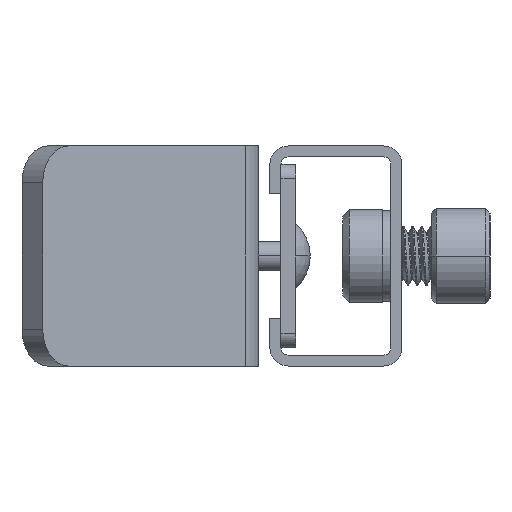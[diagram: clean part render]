
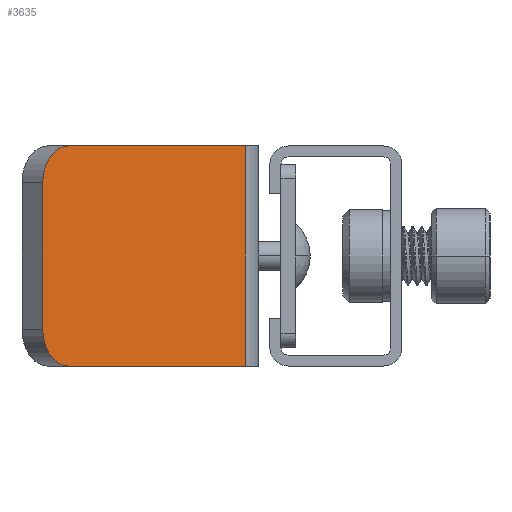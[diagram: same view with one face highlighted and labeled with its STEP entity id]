
A CAD part, left-side view. The second image highlights one B-rep face of the part: STEP entity #3635.
In plain terms, the highlighted face is planar.
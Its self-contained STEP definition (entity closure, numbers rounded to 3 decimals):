
#70 = ORIENTED_EDGE ( 'NONE', *, *, #4807, .F. ) ;
#103 = LINE ( 'NONE', #440, #4092 ) ;
#183 = DIRECTION ( 'NONE',  ( 0.707, 0., 0.707 ) ) ;
#263 = CARTESIAN_POINT ( 'NONE',  ( 18.414, -15., -2.243 ) ) ;
#353 = ORIENTED_EDGE ( 'NONE', *, *, #3232, .T. ) ;
#440 = CARTESIAN_POINT ( 'NONE',  ( 46.113, -15., 25.456 ) ) ;
#580 = VERTEX_POINT ( 'NONE', #2524 ) ;
#699 = ORIENTED_EDGE ( 'NONE', *, *, #1457, .T. ) ;
#706 = DIRECTION ( 'NONE',  ( 0.707, 0., 0.707 ) ) ;
#721 = CARTESIAN_POINT ( 'NONE',  ( 17.828, -15., -2.828 ) ) ;
#803 = AXIS2_PLACEMENT_3D ( 'NONE', #5951, #3705, #706 ) ;
#1023 = VECTOR ( 'NONE', #1751, 1000. ) ;
#1151 = CARTESIAN_POINT ( 'NONE',  ( 42.577, 10., 21.92 ) ) ;
#1236 = VERTEX_POINT ( 'NONE', #6099 ) ;
#1441 = AXIS2_PLACEMENT_3D ( 'NONE', #6166, #3186, #183 ) ;
#1447 = LINE ( 'NONE', #3243, #5257 ) ;
#1456 = FACE_OUTER_BOUND ( 'NONE', #3362, .T. ) ;
#1457 = EDGE_CURVE ( 'NONE', #580, #5572, #6321, .T. ) ;
#1671 = DIRECTION ( 'NONE',  ( 0.707, 0., 0.707 ) ) ;
#1751 = DIRECTION ( 'NONE',  ( -0.707, 0., -0.707 ) ) ;
#1920 = CIRCLE ( 'NONE', #5651, 5. ) ;
#2104 = CARTESIAN_POINT ( 'NONE',  ( 42.577, 15., 21.92 ) ) ;
#2264 = ORIENTED_EDGE ( 'NONE', *, *, #5393, .T. ) ;
#2457 = VERTEX_POINT ( 'NONE', #3795 ) ;
#2524 = CARTESIAN_POINT ( 'NONE',  ( 42.577, -15., 21.92 ) ) ;
#3186 = DIRECTION ( 'NONE',  ( 0.707, 0., -0.707 ) ) ;
#3232 = EDGE_CURVE ( 'NONE', #4782, #6237, #5968, .T. ) ;
#3243 = CARTESIAN_POINT ( 'NONE',  ( 18.414, 0., -2.243 ) ) ;
#3362 = EDGE_LOOP ( 'NONE', ( #4071, #5105, #699, #70, #353, #2264 ) ) ;
#3420 = DIRECTION ( 'NONE',  ( 0.707, 0., 0.707 ) ) ;
#3460 = VECTOR ( 'NONE', #3420, 1000. ) ;
#3635 = ADVANCED_FACE ( 'NONE', ( #1456 ), #6447, .F. ) ;
#3705 = DIRECTION ( 'NONE',  ( -0.707, 0., 0.707 ) ) ;
#3743 = DIRECTION ( 'NONE',  ( 0., -1., 0. ) ) ;
#3795 = CARTESIAN_POINT ( 'NONE',  ( 46.113, -10., 25.456 ) ) ;
#4071 = ORIENTED_EDGE ( 'NONE', *, *, #4355, .T. ) ;
#4092 = VECTOR ( 'NONE', #4436, 1000. ) ;
#4355 = EDGE_CURVE ( 'NONE', #1236, #2457, #103, .T. ) ;
#4436 = DIRECTION ( 'NONE',  ( 0., -1., 0. ) ) ;
#4647 = DIRECTION ( 'NONE',  ( 0.707, 0., -0.707 ) ) ;
#4736 = CARTESIAN_POINT ( 'NONE',  ( 18.414, 15., -2.243 ) ) ;
#4782 = VERTEX_POINT ( 'NONE', #4736 ) ;
#4807 = EDGE_CURVE ( 'NONE', #4782, #5572, #1447, .T. ) ;
#5105 = ORIENTED_EDGE ( 'NONE', *, *, #6358, .T. ) ;
#5257 = VECTOR ( 'NONE', #3743, 1000. ) ;
#5393 = EDGE_CURVE ( 'NONE', #6237, #1236, #1920, .T. ) ;
#5517 = CIRCLE ( 'NONE', #1441, 5. ) ;
#5572 = VERTEX_POINT ( 'NONE', #263 ) ;
#5651 = AXIS2_PLACEMENT_3D ( 'NONE', #1151, #4647, #1671 ) ;
#5951 = CARTESIAN_POINT ( 'NONE',  ( 10.328, 0., -10.328 ) ) ;
#5968 = LINE ( 'NONE', #6418, #3460 ) ;
#6099 = CARTESIAN_POINT ( 'NONE',  ( 46.113, 10., 25.456 ) ) ;
#6166 = CARTESIAN_POINT ( 'NONE',  ( 42.577, -10., 21.92 ) ) ;
#6237 = VERTEX_POINT ( 'NONE', #2104 ) ;
#6321 = LINE ( 'NONE', #721, #1023 ) ;
#6358 = EDGE_CURVE ( 'NONE', #2457, #580, #5517, .T. ) ;
#6418 = CARTESIAN_POINT ( 'NONE',  ( 46.113, 15., 25.456 ) ) ;
#6447 = PLANE ( 'NONE',  #803 ) ;
